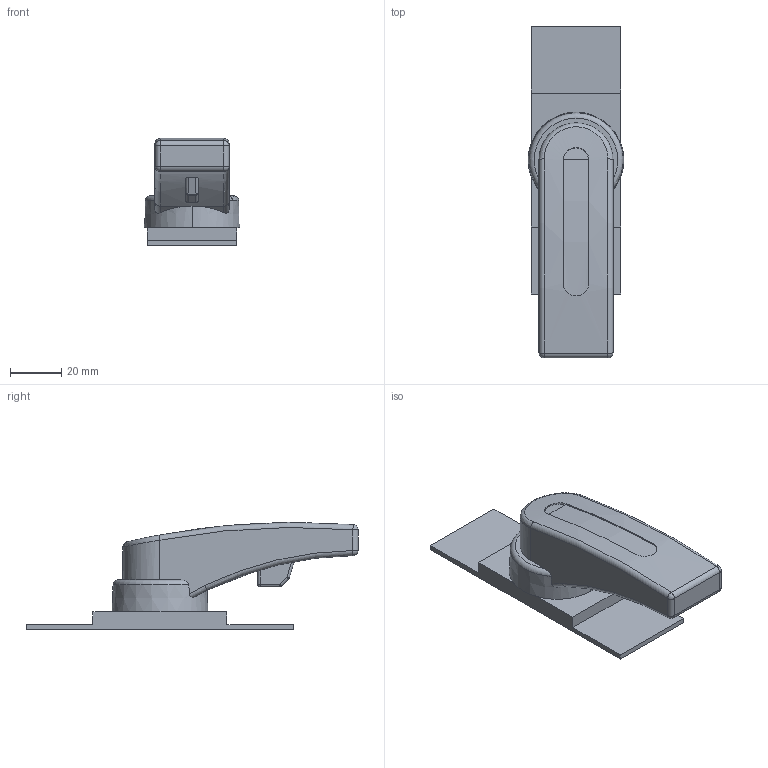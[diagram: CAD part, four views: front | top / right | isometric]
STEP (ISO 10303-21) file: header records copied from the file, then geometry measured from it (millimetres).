
FILE_DESCRIPTION((''),'2;1');
FILE_NAME('3d_GLX61D.stp','2022-04-22T12:53:25',(''),(''),'Mechanical Desktop 2009','Mechanical Desktop 2009',', , ');
FILE_SCHEMA(('CONFIG_CONTROL_DESIGN'));
Length unit declared in the file: millimetre
Products named in the file (1): Product
Bounding box: 37.5 x 130.1 x 42.03 mm (x, y, z)
Volume: 79206.4 mm3; surface area: 20229.6 mm2
Topology: 2 solids, 2 shells, 75 faces, 179 edges, 102 vertices
Faces by surface type: cylinder 28, plane 27, sphere 10, torus 7, cone 2, bspline 1
Entity records: 2645 total; most frequent: CARTESIAN_POINT 887, DIRECTION 357, ORIENTED_EDGE 338, EDGE_CURVE 169, AXIS2_PLACEMENT_3D 141, VERTEX_POINT 102, EDGE_LOOP 79, VECTOR 75
